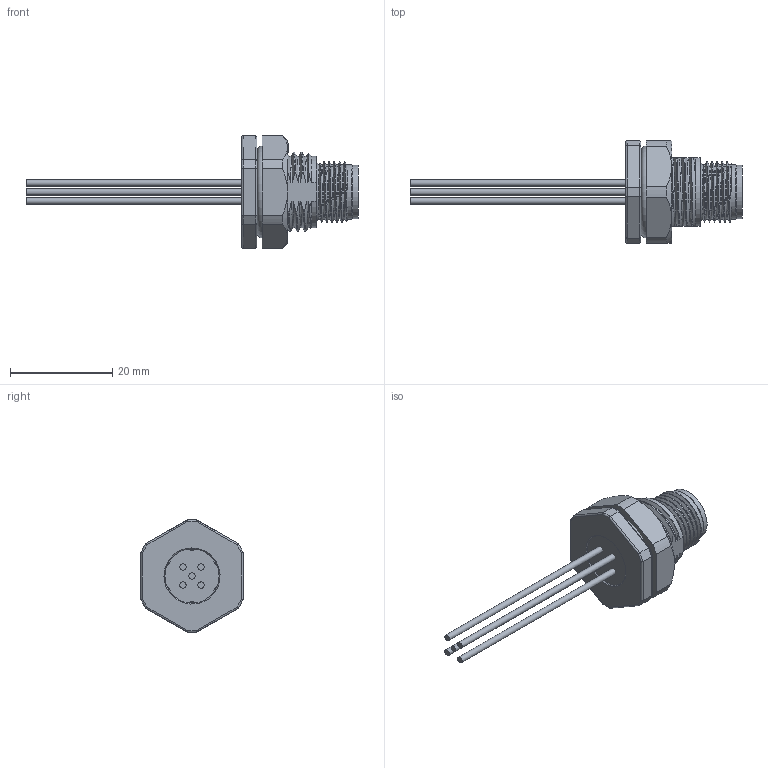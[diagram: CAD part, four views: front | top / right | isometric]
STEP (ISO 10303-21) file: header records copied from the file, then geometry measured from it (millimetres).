
FILE_DESCRIPTION(/* description */ ('Unknown'),/* implementation_level */ '2;1');
FILE_NAME(/* name */ '643411100405',/* time_stamp */ '2024-12-05T11:28:56+01:00',/* author */ ('Unknown'),/* organization */ ('Unknown'),/* preprocessor_version */ 'ST-DEVELOPER v19.4',/* originating_system */ 'Solid Edge',/* authorisation */ 'Unknown');
FILE_SCHEMA (('AUTOMOTIVE_DESIGN {1 0 10303 214 3 1 1}'));
Length unit declared in the file: millimetre
Products named in the file (12): 6434111004xx_With Cable; 643411100405; 6434111004xx_Housing; 6434111004xx_Pin; 6434111004xx_Resin; 6434x01004xx_Seal_outer; 643xx01004xx_Nut; Wire 22AWG White; Wire 22AWG Brown; Wire 22AWG Blue; Wire 22AWG Black; Wire 22AWG Grey
Assembly tree (15 placements, depth 2):
  6434111004xx_With Cable
    643411100405
    6434111004xx_Housing
    6434111004xx_Pin  x5
    6434111004xx_Resin
    6434x01004xx_Seal_outer
    643xx01004xx_Nut
    Wire 22AWG White
    Wire 22AWG Brown
    Wire 22AWG Blue
    Wire 22AWG Black
    Wire 22AWG Grey
Bounding box: 65.05 x 20 x 22 mm (x, y, z)
Volume: 4391.7 mm3; surface area: 6801 mm2
Topology: 15 solids, 15 shells, 648 faces, 1632 edges, 1054 vertices
Faces by surface type: plane 365, cylinder 179, cone 48, bspline 32, torus 24
Full cylindrical faces by diameter (mm): 0.77 x5, 1 x10, 1.1 x5, 1.245 x5, 1.28 x5, 1.3 x5, 1.4 x10, 1.5 x10, 1.6 x5, 1.64 x5, 8.32 x1, 9.34 x1, 9.44 x1, 9.5 x2, 10.45 x1, 10.76 x6, 16 x3
Entity records: 23263 total; most frequent: CARTESIAN_POINT 10119, ORIENTED_EDGE 2640, DIRECTION 2475, EDGE_CURVE 1320, LINE 905, VECTOR 905, VERTEX_POINT 897, AXIS2_PLACEMENT_3D 785
